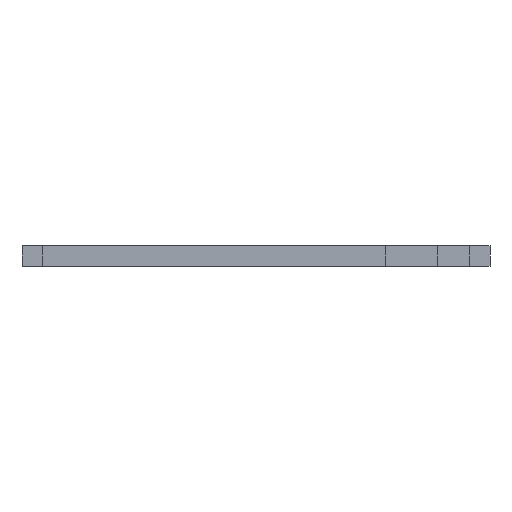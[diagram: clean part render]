
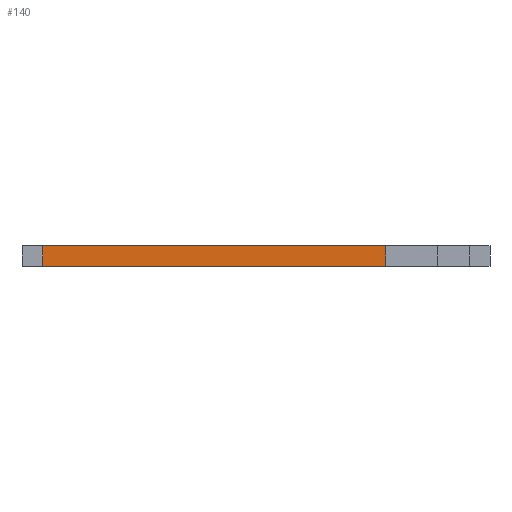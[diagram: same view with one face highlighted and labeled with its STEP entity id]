
A CAD part, left-side view. The second image highlights one B-rep face of the part: STEP entity #140.
In plain terms, the highlighted planar face has unit normal (-1, 0, 0).
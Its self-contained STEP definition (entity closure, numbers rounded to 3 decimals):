
#140=ADVANCED_FACE('',(#222),#184,.F.);
#184=PLANE('',#995);
#222=FACE_OUTER_BOUND('',#262,.T.);
#262=EDGE_LOOP('',(#332,#333,#334,#335));
#332=ORIENTED_EDGE('',*,*,#662,.T.);
#333=ORIENTED_EDGE('',*,*,#663,.F.);
#334=ORIENTED_EDGE('',*,*,#664,.F.);
#335=ORIENTED_EDGE('',*,*,#660,.T.);
#574=VERTEX_POINT('',#1315);
#575=VERTEX_POINT('',#1317);
#576=VERTEX_POINT('',#1321);
#577=VERTEX_POINT('',#1323);
#660=EDGE_CURVE('',#575,#574,#784,.T.);
#662=EDGE_CURVE('',#574,#576,#786,.T.);
#663=EDGE_CURVE('',#577,#576,#787,.T.);
#664=EDGE_CURVE('',#575,#577,#788,.T.);
#784=LINE('',#1316,#896);
#786=LINE('',#1320,#898);
#787=LINE('',#1322,#899);
#788=LINE('',#1324,#900);
#896=VECTOR('',#1077,1.);
#898=VECTOR('',#1081,1.);
#899=VECTOR('',#1082,1.);
#900=VECTOR('',#1083,1.);
#995=AXIS2_PLACEMENT_3D('',#1325,#1084,#1085);
#1077=DIRECTION('',(0.,0.,-1.));
#1081=DIRECTION('',(0.,-1.,0.));
#1082=DIRECTION('',(0.,0.,-1.));
#1083=DIRECTION('',(0.,-1.,0.));
#1084=DIRECTION('',(1.,0.,0.));
#1085=DIRECTION('',(0.,1.,0.));
#1315=CARTESIAN_POINT('',(0.,41.,0.));
#1316=CARTESIAN_POINT('',(0.,41.,4.));
#1317=CARTESIAN_POINT('',(0.,41.,4.));
#1320=CARTESIAN_POINT('',(0.,41.,0.));
#1321=CARTESIAN_POINT('',(0.,-25.,0.));
#1322=CARTESIAN_POINT('',(0.,-25.,4.));
#1323=CARTESIAN_POINT('',(0.,-25.,4.));
#1324=CARTESIAN_POINT('',(0.,41.,4.));
#1325=CARTESIAN_POINT('',(0.,41.,4.));
